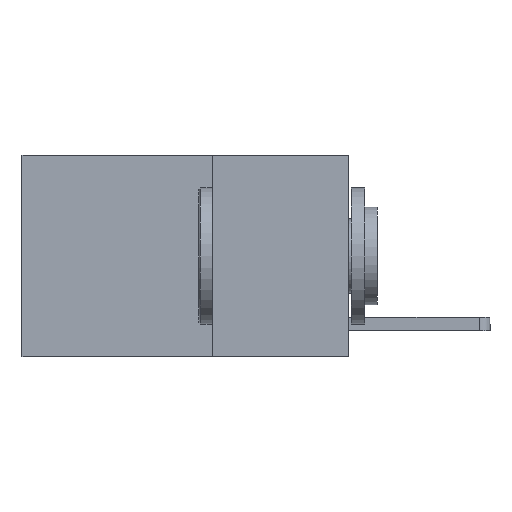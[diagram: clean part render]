
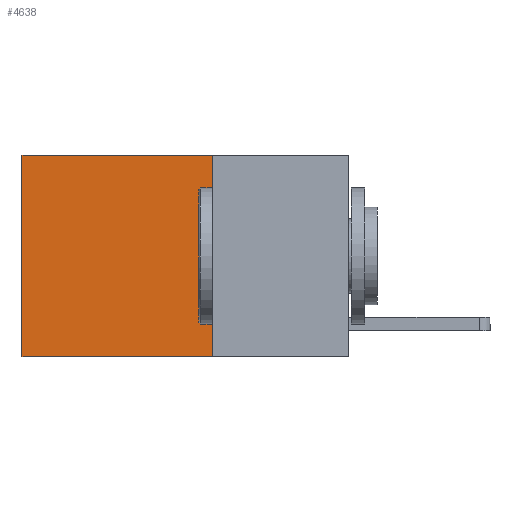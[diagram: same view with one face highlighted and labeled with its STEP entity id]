
A CAD part, left-side view. The second image highlights one B-rep face of the part: STEP entity #4638.
In plain terms, the highlighted planar face has unit normal (-1, 0, 0).
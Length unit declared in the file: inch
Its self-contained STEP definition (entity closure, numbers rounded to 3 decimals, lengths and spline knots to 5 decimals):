
#437 = ORIENTED_EDGE ( 'NONE', *, *, #7647, .F. ) ;
#614 = DIRECTION ( 'NONE',  ( 0., 0., -1. ) ) ;
#796 = DIRECTION ( 'NONE',  ( 0., 1., 0. ) ) ;
#814 = CARTESIAN_POINT ( 'NONE',  ( 0.2625, 0.25, 0. ) ) ;
#1548 = CARTESIAN_POINT ( 'NONE',  ( 0.2625, 0.6, 0. ) ) ;
#1600 = ORIENTED_EDGE ( 'NONE', *, *, #6613, .F. ) ;
#1617 = VERTEX_POINT ( 'NONE', #1548 ) ;
#1716 = VERTEX_POINT ( 'NONE', #2383 ) ;
#1828 = PLANE ( 'NONE',  #5786 ) ;
#1943 = CARTESIAN_POINT ( 'NONE',  ( 0.2625, 0.25, -0.37 ) ) ;
#2077 = LINE ( 'NONE', #1943, #5127 ) ;
#2383 = CARTESIAN_POINT ( 'NONE',  ( 0.2625, 0.25, -0.37 ) ) ;
#2538 = VERTEX_POINT ( 'NONE', #5099 ) ;
#2780 = VECTOR ( 'NONE', #614, 39.37008 ) ;
#2822 = DIRECTION ( 'NONE',  ( 0., 1., 0. ) ) ;
#3056 = FACE_OUTER_BOUND ( 'NONE', #5785, .T. ) ;
#3103 = CARTESIAN_POINT ( 'NONE',  ( 0.2625, 0.25, 0. ) ) ;
#3483 = VECTOR ( 'NONE', #4824, 39.37008 ) ;
#4541 = ORIENTED_EDGE ( 'NONE', *, *, #6775, .T. ) ;
#4638 = ADVANCED_FACE ( 'NONE', ( #3056 ), #1828, .F. ) ;
#4824 = DIRECTION ( 'NONE',  ( 0., 0., -1. ) ) ;
#4955 = LINE ( 'NONE', #814, #3483 ) ;
#5099 = CARTESIAN_POINT ( 'NONE',  ( 0.2625, 0.25, 0. ) ) ;
#5127 = VECTOR ( 'NONE', #796, 39.37008 ) ;
#5324 = LINE ( 'NONE', #6642, #2780 ) ;
#5785 = EDGE_LOOP ( 'NONE', ( #6193, #1600, #437, #4541 ) ) ;
#5786 = AXIS2_PLACEMENT_3D ( 'NONE', #3103, #7189, #6535 ) ;
#6166 = CARTESIAN_POINT ( 'NONE',  ( 0.2625, 0.25, 0. ) ) ;
#6193 = ORIENTED_EDGE ( 'NONE', *, *, #8505, .T. ) ;
#6535 = DIRECTION ( 'NONE',  ( 0., 0., -1. ) ) ;
#6613 = EDGE_CURVE ( 'NONE', #1716, #7594, #2077, .T. ) ;
#6642 = CARTESIAN_POINT ( 'NONE',  ( 0.2625, 0.6, 0. ) ) ;
#6775 = EDGE_CURVE ( 'NONE', #2538, #1617, #7650, .T. ) ;
#7189 = DIRECTION ( 'NONE',  ( 1., 0., 0. ) ) ;
#7594 = VERTEX_POINT ( 'NONE', #8603 ) ;
#7647 = EDGE_CURVE ( 'NONE', #2538, #1716, #4955, .T. ) ;
#7650 = LINE ( 'NONE', #6166, #8493 ) ;
#8493 = VECTOR ( 'NONE', #2822, 39.37008 ) ;
#8505 = EDGE_CURVE ( 'NONE', #1617, #7594, #5324, .T. ) ;
#8603 = CARTESIAN_POINT ( 'NONE',  ( 0.2625, 0.6, -0.37 ) ) ;
